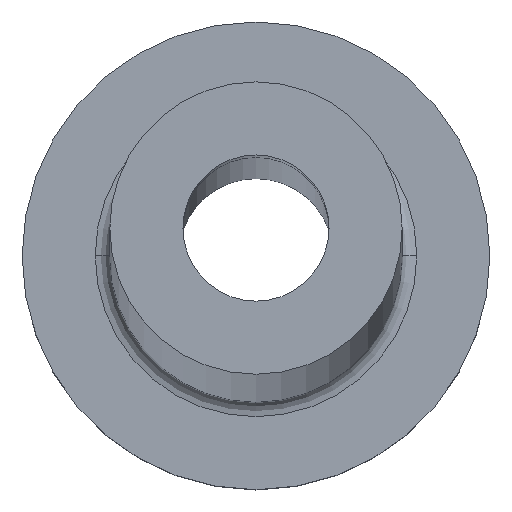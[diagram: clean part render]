
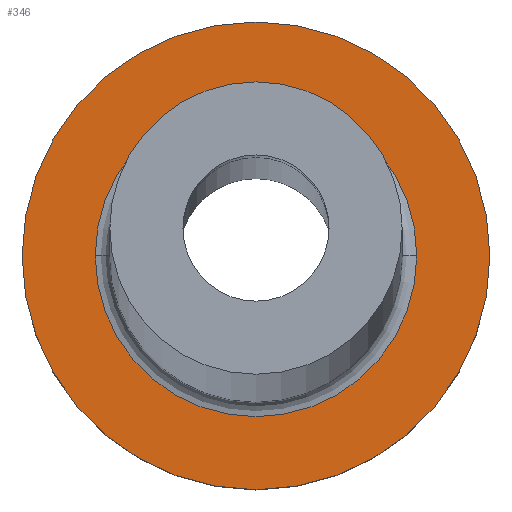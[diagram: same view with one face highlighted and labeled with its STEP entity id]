
A CAD part, top view. The second image highlights one B-rep face of the part: STEP entity #346.
In plain terms, the highlighted planar face has unit normal (0, 0, 1).
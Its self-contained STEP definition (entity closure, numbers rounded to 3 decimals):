
#8 = ORIENTED_EDGE ( 'NONE', *, *, #385, .T. ) ;
#21 = EDGE_LOOP ( 'NONE', ( #8, #131 ) ) ;
#24 = DIRECTION ( 'NONE',  ( 1., 0., 0. ) ) ;
#46 = AXIS2_PLACEMENT_3D ( 'NONE', #220, #364, #109 ) ;
#55 = VERTEX_POINT ( 'NONE', #359 ) ;
#63 = CARTESIAN_POINT ( 'NONE',  ( -8., 0., 5. ) ) ;
#72 = VERTEX_POINT ( 'NONE', #326 ) ;
#84 = AXIS2_PLACEMENT_3D ( 'NONE', #130, #206, #24 ) ;
#109 = DIRECTION ( 'NONE',  ( 1., 0., 0. ) ) ;
#114 = CIRCLE ( 'NONE', #46, 5.5 ) ;
#130 = CARTESIAN_POINT ( 'NONE',  ( 0., 0., 5. ) ) ;
#131 = ORIENTED_EDGE ( 'NONE', *, *, #221, .T. ) ;
#132 = CARTESIAN_POINT ( 'NONE',  ( -5.5, 0., 5. ) ) ;
#172 = EDGE_LOOP ( 'NONE', ( #387, #415 ) ) ;
#182 = CIRCLE ( 'NONE', #84, 8. ) ;
#194 = DIRECTION ( 'NONE',  ( 1., 0., 0. ) ) ;
#202 = FACE_BOUND ( 'NONE', #172, .T. ) ;
#206 = DIRECTION ( 'NONE',  ( 0., 0., 1. ) ) ;
#210 = FACE_OUTER_BOUND ( 'NONE', #21, .T. ) ;
#220 = CARTESIAN_POINT ( 'NONE',  ( 0., 0., 5. ) ) ;
#221 = EDGE_CURVE ( 'NONE', #55, #242, #455, .T. ) ;
#222 = AXIS2_PLACEMENT_3D ( 'NONE', #302, #267, #194 ) ;
#242 = VERTEX_POINT ( 'NONE', #63 ) ;
#246 = PLANE ( 'NONE',  #384 ) ;
#252 = CARTESIAN_POINT ( 'NONE',  ( 0., 0., 5. ) ) ;
#259 = AXIS2_PLACEMENT_3D ( 'NONE', #252, #431, #458 ) ;
#267 = DIRECTION ( 'NONE',  ( 0., 0., 1. ) ) ;
#280 = VERTEX_POINT ( 'NONE', #132 ) ;
#302 = CARTESIAN_POINT ( 'NONE',  ( 0., 0., 5. ) ) ;
#326 = CARTESIAN_POINT ( 'NONE',  ( 5.5, 0., 5. ) ) ;
#346 = ADVANCED_FACE ( 'NONE', ( #202, #210 ), #246, .T. ) ;
#350 = DIRECTION ( 'NONE',  ( 1., 0., 0. ) ) ;
#359 = CARTESIAN_POINT ( 'NONE',  ( 8., 0., 5. ) ) ;
#364 = DIRECTION ( 'NONE',  ( 0., 0., -1. ) ) ;
#384 = AXIS2_PLACEMENT_3D ( 'NONE', #388, #452, #350 ) ;
#385 = EDGE_CURVE ( 'NONE', #242, #55, #182, .T. ) ;
#387 = ORIENTED_EDGE ( 'NONE', *, *, #441, .T. ) ;
#388 = CARTESIAN_POINT ( 'NONE',  ( 0., 0., 5. ) ) ;
#415 = ORIENTED_EDGE ( 'NONE', *, *, #423, .T. ) ;
#423 = EDGE_CURVE ( 'NONE', #280, #72, #448, .T. ) ;
#431 = DIRECTION ( 'NONE',  ( 0., 0., -1. ) ) ;
#441 = EDGE_CURVE ( 'NONE', #72, #280, #114, .T. ) ;
#448 = CIRCLE ( 'NONE', #259, 5.5 ) ;
#452 = DIRECTION ( 'NONE',  ( 0., 0., 1. ) ) ;
#455 = CIRCLE ( 'NONE', #222, 8. ) ;
#458 = DIRECTION ( 'NONE',  ( 1., 0., 0. ) ) ;
